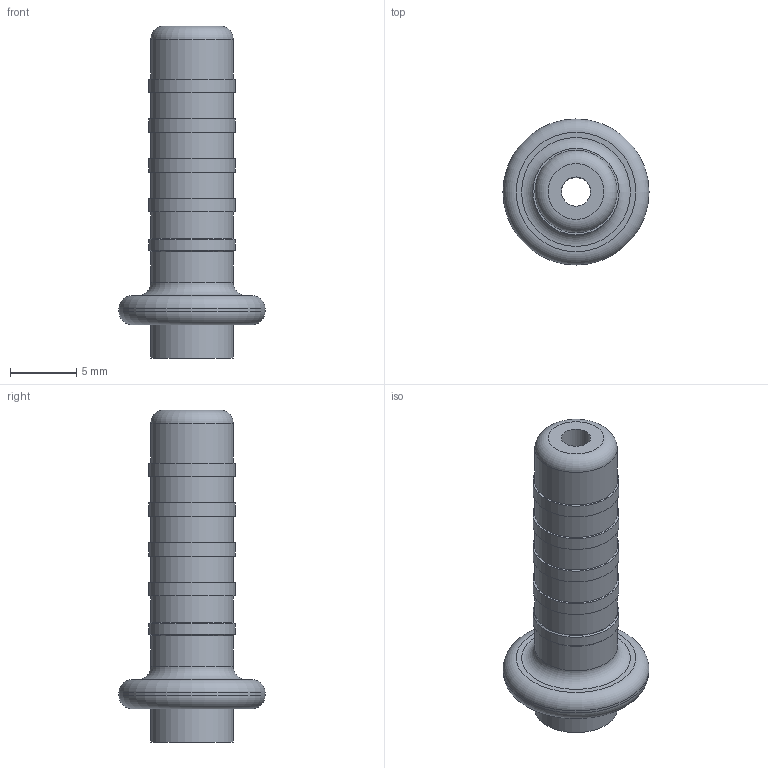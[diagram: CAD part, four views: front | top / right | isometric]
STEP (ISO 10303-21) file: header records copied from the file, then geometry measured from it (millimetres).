
FILE_DESCRIPTION(('FreeCAD Model'),'2;1');
FILE_NAME('Open CASCADE Shape Model','2025-08-25T07:49:14',(''),(''), 'Open CASCADE STEP processor 7.9','FreeCAD','Unknown');
FILE_SCHEMA(('AUTOMOTIVE_DESIGN { 1 0 10303 214 1 1 1 1 }'));
Length unit declared in the file: millimetre
Products named in the file (1): Body
Bounding box: 11 x 11 x 25 mm (x, y, z)
Volume: 803.5 mm3; surface area: 860.3 mm2
Topology: 1 solids, 1 shells, 34 faces, 54 edges, 34 vertices
Faces by surface type: cylinder 14, plane 14, torus 4, cone 2
Full cylindrical faces by diameter (mm): 2.2 x1, 6.2 x7, 6.5 x5, 11 x1
Entity records: 814 total; most frequent: DIRECTION 162, CARTESIAN_POINT 123, ORIENTED_EDGE 108, AXIS2_PLACEMENT_3D 73, EDGE_CURVE 54, FACE_BOUND 48, EDGE_LOOP 48, CIRCLE 38
